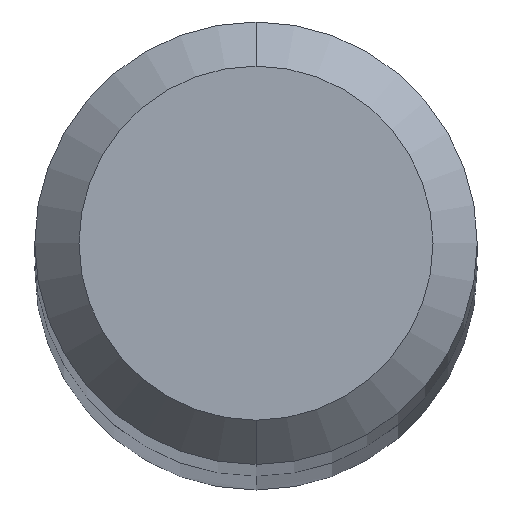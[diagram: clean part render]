
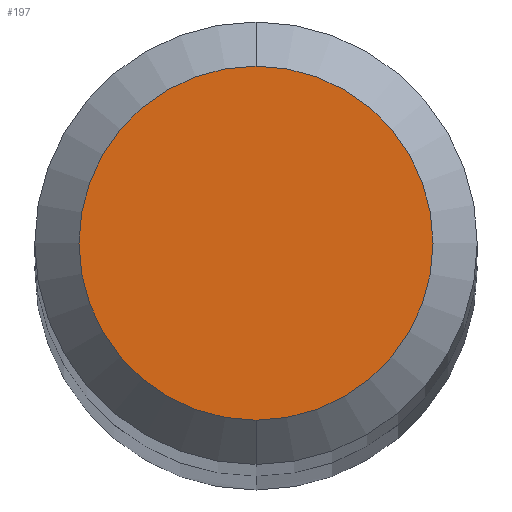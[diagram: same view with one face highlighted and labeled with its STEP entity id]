
A CAD part, top view. The second image highlights one B-rep face of the part: STEP entity #197.
In plain terms, the highlighted planar face has unit normal (0, 0, 1).
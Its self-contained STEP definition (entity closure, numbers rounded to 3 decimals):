
#175=VERTEX_POINT('',#435);
#187=EDGE_CURVE('',#347,#175,#447,.T.);
#197=ADVANCED_FACE('',(#459),#460,.T.);
#343=EDGE_CURVE('',#175,#347,#622,.T.);
#347=VERTEX_POINT('',#626);
#435=CARTESIAN_POINT('',(0.0,1.2,43.0));
#447=CIRCLE('',#774,1.2);
#459=FACE_OUTER_BOUND('',#789,.T.);
#460=PLANE('',#790);
#622=CIRCLE('',#1179,1.2);
#626=CARTESIAN_POINT('',(0.,-1.2,43.0));
#774=AXIS2_PLACEMENT_3D('',#1304,#1305,#1306);
#789=EDGE_LOOP('',(#1335,#1336));
#790=AXIS2_PLACEMENT_3D('',#1337,#1338,#1339);
#1179=AXIS2_PLACEMENT_3D('',#1528,#1529,#1530);
#1304=CARTESIAN_POINT('',(0.0,0.0,43.0));
#1305=DIRECTION('',(0.0,0.0,-1.0));
#1306=DIRECTION('',(0.0,1.0,0.0));
#1335=ORIENTED_EDGE('',*,*,#343,.F.);
#1336=ORIENTED_EDGE('',*,*,#187,.F.);
#1337=CARTESIAN_POINT('',(0.0,0.6,43.0));
#1338=DIRECTION('',(-0.0,0.0,1.0));
#1339=DIRECTION('',(0.0,-1.0,0.0));
#1528=CARTESIAN_POINT('',(0.0,0.0,43.0));
#1529=DIRECTION('',(0.0,0.0,-1.0));
#1530=DIRECTION('',(0.0,1.0,0.0));
